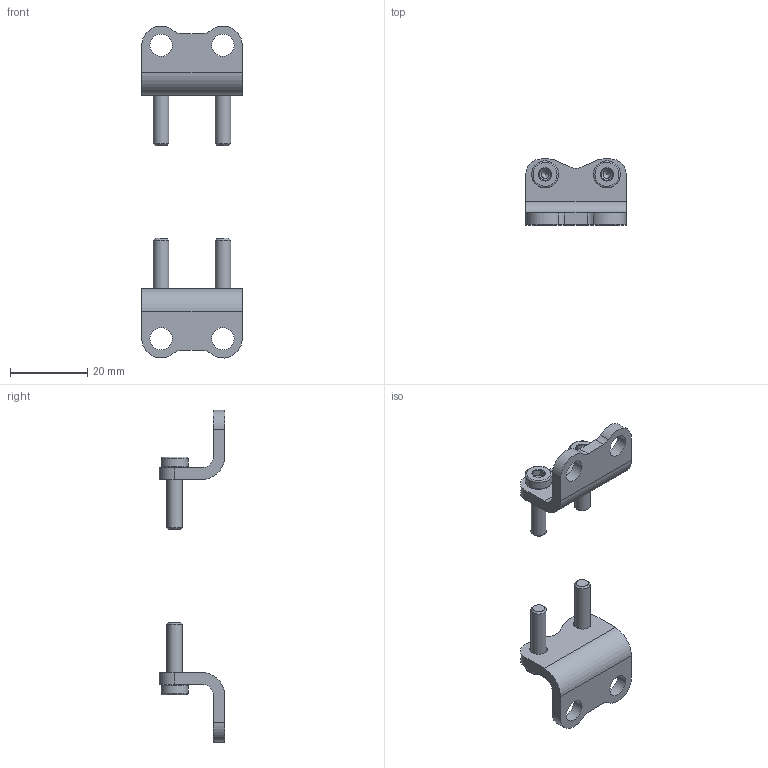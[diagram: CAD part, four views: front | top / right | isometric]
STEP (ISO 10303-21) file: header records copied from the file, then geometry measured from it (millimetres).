
FILE_DESCRIPTION(/* description */ ('STEP AP214'),/* implementation_level */ '2;1');
FILE_NAME(/* name */ '537252_HNA-12-R3',/* time_stamp */ '2024-08-29T10:20:20+02:00',/* author */ ('License CC BY-ND 4.0'),/* organization */ ('CADENAS'),/* preprocessor_version */ 'ST-DEVELOPER v19.3',/* originating_system */ 'PARTsolutions',/* authorisation */ ' ');
FILE_SCHEMA (('AUTOMOTIVE_DESIGN {1 0 10303 214 3 1 1}'));
Length unit declared in the file: millimetre
Products named in the file (3): 537252 HNA-12-R3---(50); 537252 HNA-12-R3---(1); DIN-6912 - M4x16(F)
Assembly tree (6 placements, depth 2):
  537252 HNA-12-R3---(50)
    537252 HNA-12-R3---(1)  x2
    DIN-6912 - M4x16(F)  x4
Bounding box: 26 x 17 x 85.97 mm (x, y, z)
Volume: 4998.8 mm3; surface area: 5014.5 mm2
Topology: 6 solids, 6 shells, 168 faces, 364 edges, 212 vertices
Faces by surface type: plane 82, cylinder 42, cone 36, torus 8
Full cylindrical faces by diameter (mm): 2 x4, 4 x4, 4.5 x4, 5.8 x4, 7 x4
Entity records: 1610 total; most frequent: DIRECTION 282, CARTESIAN_POINT 275, ORIENTED_EDGE 226, EDGE_CURVE 113, AXIS2_PLACEMENT_3D 113, FACE_BOUND 77, VERTEX_POINT 76, EDGE_LOOP 76
